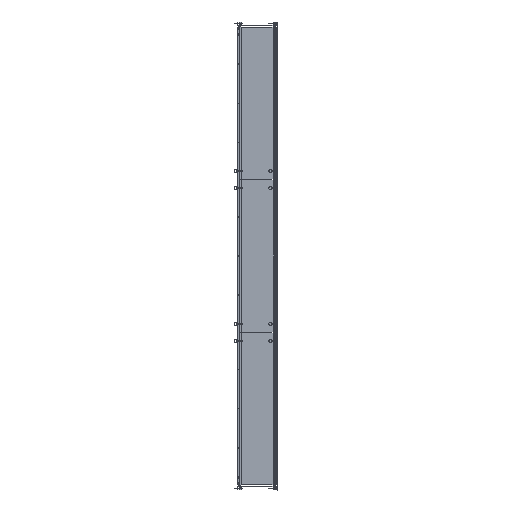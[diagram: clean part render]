
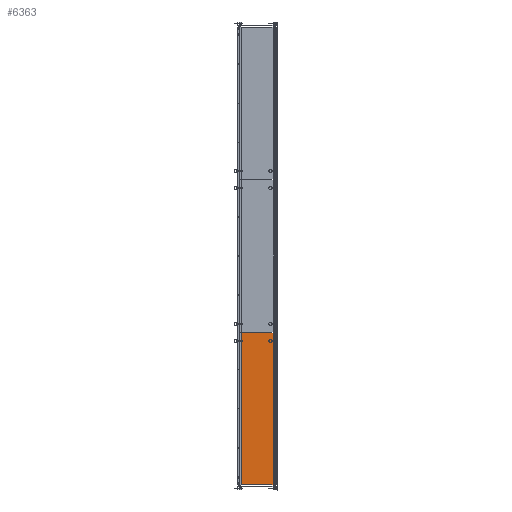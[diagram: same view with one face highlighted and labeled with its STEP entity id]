
A CAD part, left-side view. The second image highlights one B-rep face of the part: STEP entity #6363.
In plain terms, the highlighted face is planar.
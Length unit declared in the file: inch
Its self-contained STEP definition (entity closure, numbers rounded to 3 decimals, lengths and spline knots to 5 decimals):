
#17 = DIRECTION ( 'NONE',  ( 0., 0., 1. ) ) ;
#29 = VERTEX_POINT ( 'NONE', #1521 ) ;
#45 = CIRCLE ( 'NONE', #4837, 0.098 ) ;
#162 = CARTESIAN_POINT ( 'NONE',  ( 0., -5.125, 0. ) ) ;
#198 = CARTESIAN_POINT ( 'NONE',  ( 23.335, -5.4375, 0. ) ) ;
#236 = EDGE_CURVE ( 'NONE', #1921, #3374, #12199, .T. ) ;
#270 = FACE_BOUND ( 'NONE', #2347, .T. ) ;
#307 = ORIENTED_EDGE ( 'NONE', *, *, #8916, .F. ) ;
#329 = EDGE_CURVE ( 'NONE', #3990, #11690, #9309, .T. ) ;
#336 = FACE_BOUND ( 'NONE', #11216, .T. ) ;
#354 = DIRECTION ( 'NONE',  ( 1., 0., 0. ) ) ;
#364 = DIRECTION ( 'NONE',  ( 0., 0., 1. ) ) ;
#381 = EDGE_LOOP ( 'NONE', ( #7032, #1681, #307, #3926 ) ) ;
#487 = DIRECTION ( 'NONE',  ( -1., 0., 0. ) ) ;
#574 = VERTEX_POINT ( 'NONE', #3471 ) ;
#578 = AXIS2_PLACEMENT_3D ( 'NONE', #2512, #6606, #487 ) ;
#742 = CARTESIAN_POINT ( 'NONE',  ( 22.237, -5.125, 0. ) ) ;
#755 = AXIS2_PLACEMENT_3D ( 'NONE', #2041, #17, #9975 ) ;
#766 = CIRCLE ( 'NONE', #3481, 0.098 ) ;
#806 = EDGE_CURVE ( 'NONE', #12069, #574, #2478, .T. ) ;
#857 = CARTESIAN_POINT ( 'NONE',  ( -22.433, 5.125, 0. ) ) ;
#980 = CARTESIAN_POINT ( 'NONE',  ( 23.335, -5.4375, 0. ) ) ;
#1089 = LINE ( 'NONE', #8068, #10726 ) ;
#1223 = DIRECTION ( 'NONE',  ( 0., 0., 1. ) ) ;
#1269 = DIRECTION ( 'NONE',  ( 1., 0., 0. ) ) ;
#1483 = DIRECTION ( 'NONE',  ( 0., 0., 1. ) ) ;
#1504 = ORIENTED_EDGE ( 'NONE', *, *, #3599, .T. ) ;
#1521 = CARTESIAN_POINT ( 'NONE',  ( -22.237, -5.125, 0. ) ) ;
#1681 = ORIENTED_EDGE ( 'NONE', *, *, #4852, .F. ) ;
#1866 = CARTESIAN_POINT ( 'NONE',  ( -23.335, -5.4375, 0. ) ) ;
#1921 = VERTEX_POINT ( 'NONE', #742 ) ;
#1961 = LINE ( 'NONE', #11835, #3708 ) ;
#2041 = CARTESIAN_POINT ( 'NONE',  ( 0., -5.125, 0. ) ) ;
#2051 = DIRECTION ( 'NONE',  ( 0., 0., 1. ) ) ;
#2252 = AXIS2_PLACEMENT_3D ( 'NONE', #3229, #6024, #354 ) ;
#2347 = EDGE_LOOP ( 'NONE', ( #11022, #6974 ) ) ;
#2408 = DIRECTION ( 'NONE',  ( 1., 0., 0. ) ) ;
#2435 = CIRCLE ( 'NONE', #755, 0.098 ) ;
#2478 = CIRCLE ( 'NONE', #9318, 0.098 ) ;
#2494 = ORIENTED_EDGE ( 'NONE', *, *, #9614, .T. ) ;
#2512 = CARTESIAN_POINT ( 'NONE',  ( 22.335, 5.125, 0. ) ) ;
#2515 = CARTESIAN_POINT ( 'NONE',  ( 23.335, 5.4375, 0. ) ) ;
#2529 = CARTESIAN_POINT ( 'NONE',  ( 22.433, 5.125, 0. ) ) ;
#2669 = DIRECTION ( 'NONE',  ( 0., 0., 1. ) ) ;
#2884 = EDGE_CURVE ( 'NONE', #10193, #29, #45, .T. ) ;
#2886 = VERTEX_POINT ( 'NONE', #9170 ) ;
#2933 = CARTESIAN_POINT ( 'NONE',  ( 0.098, -5.125, 0. ) ) ;
#3034 = CIRCLE ( 'NONE', #11326, 0.098 ) ;
#3104 = AXIS2_PLACEMENT_3D ( 'NONE', #5449, #5581, #9352 ) ;
#3123 = CIRCLE ( 'NONE', #5807, 0.098 ) ;
#3133 = DIRECTION ( 'NONE',  ( 0., -1., 0. ) ) ;
#3229 = CARTESIAN_POINT ( 'NONE',  ( 22.335, -5.125, 0. ) ) ;
#3241 = VERTEX_POINT ( 'NONE', #980 ) ;
#3248 = CARTESIAN_POINT ( 'NONE',  ( 0., 5.125, 0. ) ) ;
#3270 = EDGE_LOOP ( 'NONE', ( #2494, #10199 ) ) ;
#3374 = VERTEX_POINT ( 'NONE', #11048 ) ;
#3471 = CARTESIAN_POINT ( 'NONE',  ( -22.237, 5.125, 0. ) ) ;
#3481 = AXIS2_PLACEMENT_3D ( 'NONE', #3248, #10320, #2408 ) ;
#3491 = CARTESIAN_POINT ( 'NONE',  ( -23.335, 5.4375, 0. ) ) ;
#3551 = VERTEX_POINT ( 'NONE', #10392 ) ;
#3599 = EDGE_CURVE ( 'NONE', #574, #12069, #11483, .T. ) ;
#3642 = EDGE_LOOP ( 'NONE', ( #5109, #12037 ) ) ;
#3654 = VERTEX_POINT ( 'NONE', #7738 ) ;
#3657 = DIRECTION ( 'NONE',  ( -1., 0., 0. ) ) ;
#3708 = VECTOR ( 'NONE', #9762, 39.37008 ) ;
#3835 = CIRCLE ( 'NONE', #12546, 0.098 ) ;
#3926 = ORIENTED_EDGE ( 'NONE', *, *, #11442, .F. ) ;
#3990 = VERTEX_POINT ( 'NONE', #2529 ) ;
#4223 = DIRECTION ( 'NONE',  ( 0., 1., 0. ) ) ;
#4229 = FACE_BOUND ( 'NONE', #3642, .T. ) ;
#4336 = CARTESIAN_POINT ( 'NONE',  ( -22.335, 5.125, 0. ) ) ;
#4377 = FACE_BOUND ( 'NONE', #9084, .T. ) ;
#4762 = CARTESIAN_POINT ( 'NONE',  ( -22.335, -5.125, 0. ) ) ;
#4837 = AXIS2_PLACEMENT_3D ( 'NONE', #10136, #1223, #5203 ) ;
#4852 = EDGE_CURVE ( 'NONE', #10731, #11596, #8404, .T. ) ;
#4920 = DIRECTION ( 'NONE',  ( 1., 0., 0. ) ) ;
#4937 = EDGE_CURVE ( 'NONE', #29, #10193, #3034, .T. ) ;
#5109 = ORIENTED_EDGE ( 'NONE', *, *, #4937, .T. ) ;
#5111 = VECTOR ( 'NONE', #4223, 39.37008 ) ;
#5150 = CARTESIAN_POINT ( 'NONE',  ( -23.335, 5.4375, 0. ) ) ;
#5203 = DIRECTION ( 'NONE',  ( -1., 0., 0. ) ) ;
#5216 = FACE_BOUND ( 'NONE', #6785, .T. ) ;
#5449 = CARTESIAN_POINT ( 'NONE',  ( 22.335, 5.125, 0. ) ) ;
#5581 = DIRECTION ( 'NONE',  ( 0., 0., 1. ) ) ;
#5593 = CARTESIAN_POINT ( 'NONE',  ( -22.335, 5.125, 0. ) ) ;
#5807 = AXIS2_PLACEMENT_3D ( 'NONE', #162, #7198, #11015 ) ;
#6007 = LINE ( 'NONE', #198, #5111 ) ;
#6024 = DIRECTION ( 'NONE',  ( 0., 0., 1. ) ) ;
#6028 = ORIENTED_EDGE ( 'NONE', *, *, #806, .T. ) ;
#6363 = ADVANCED_FACE ( 'NONE', ( #5216, #336, #270, #4229, #7241, #4377, #6477 ), #8305, .F. ) ;
#6477 = FACE_OUTER_BOUND ( 'NONE', #381, .T. ) ;
#6606 = DIRECTION ( 'NONE',  ( 0., 0., 1. ) ) ;
#6785 = EDGE_LOOP ( 'NONE', ( #1504, #6028 ) ) ;
#6974 = ORIENTED_EDGE ( 'NONE', *, *, #236, .T. ) ;
#7032 = ORIENTED_EDGE ( 'NONE', *, *, #10030, .F. ) ;
#7035 = CIRCLE ( 'NONE', #3104, 0.098 ) ;
#7198 = DIRECTION ( 'NONE',  ( 0., 0., 1. ) ) ;
#7219 = ORIENTED_EDGE ( 'NONE', *, *, #11646, .T. ) ;
#7236 = ORIENTED_EDGE ( 'NONE', *, *, #7565, .T. ) ;
#7241 = FACE_BOUND ( 'NONE', #3270, .T. ) ;
#7396 = ORIENTED_EDGE ( 'NONE', *, *, #10109, .T. ) ;
#7466 = CARTESIAN_POINT ( 'NONE',  ( 22.237, 5.125, 0. ) ) ;
#7565 = EDGE_CURVE ( 'NONE', #3654, #3551, #3835, .T. ) ;
#7738 = CARTESIAN_POINT ( 'NONE',  ( 0.098, 5.125, 0. ) ) ;
#7796 = VECTOR ( 'NONE', #10467, 39.37008 ) ;
#7907 = CARTESIAN_POINT ( 'NONE',  ( 0., 5.125, 0. ) ) ;
#8042 = CIRCLE ( 'NONE', #12589, 0.098 ) ;
#8068 = CARTESIAN_POINT ( 'NONE',  ( -23.335, -5.4375, 0. ) ) ;
#8280 = CARTESIAN_POINT ( 'NONE',  ( 23.335, 5.4375, 0. ) ) ;
#8305 = PLANE ( 'NONE',  #11128 ) ;
#8324 = DIRECTION ( 'NONE',  ( 1., 0., 0. ) ) ;
#8404 = LINE ( 'NONE', #8280, #7796 ) ;
#8587 = DIRECTION ( 'NONE',  ( 1., 0., 0. ) ) ;
#8916 = EDGE_CURVE ( 'NONE', #3241, #10731, #6007, .T. ) ;
#8929 = ORIENTED_EDGE ( 'NONE', *, *, #329, .T. ) ;
#9084 = EDGE_LOOP ( 'NONE', ( #7236, #7396 ) ) ;
#9170 = CARTESIAN_POINT ( 'NONE',  ( -0.098, -5.125, 0. ) ) ;
#9309 = CIRCLE ( 'NONE', #578, 0.098 ) ;
#9318 = AXIS2_PLACEMENT_3D ( 'NONE', #4336, #9367, #8324 ) ;
#9352 = DIRECTION ( 'NONE',  ( -1., 0., 0. ) ) ;
#9367 = DIRECTION ( 'NONE',  ( 0., 0., 1. ) ) ;
#9446 = EDGE_CURVE ( 'NONE', #3374, #1921, #8042, .T. ) ;
#9497 = CARTESIAN_POINT ( 'NONE',  ( 22.335, -5.125, 0. ) ) ;
#9614 = EDGE_CURVE ( 'NONE', #9947, #2886, #2435, .T. ) ;
#9762 = DIRECTION ( 'NONE',  ( 1., 0., 0. ) ) ;
#9947 = VERTEX_POINT ( 'NONE', #2933 ) ;
#9975 = DIRECTION ( 'NONE',  ( -1., 0., 0. ) ) ;
#10030 = EDGE_CURVE ( 'NONE', #11596, #11909, #1089, .T. ) ;
#10109 = EDGE_CURVE ( 'NONE', #3551, #3654, #766, .T. ) ;
#10136 = CARTESIAN_POINT ( 'NONE',  ( -22.335, -5.125, 0. ) ) ;
#10193 = VERTEX_POINT ( 'NONE', #12270 ) ;
#10199 = ORIENTED_EDGE ( 'NONE', *, *, #10648, .T. ) ;
#10320 = DIRECTION ( 'NONE',  ( 0., 0., 1. ) ) ;
#10392 = CARTESIAN_POINT ( 'NONE',  ( -0.098, 5.125, 0. ) ) ;
#10458 = DIRECTION ( 'NONE',  ( 1., 0., 0. ) ) ;
#10467 = DIRECTION ( 'NONE',  ( -1., 0., 0. ) ) ;
#10648 = EDGE_CURVE ( 'NONE', #2886, #9947, #3123, .T. ) ;
#10719 = DIRECTION ( 'NONE',  ( 0., 0., 1. ) ) ;
#10726 = VECTOR ( 'NONE', #3133, 39.37008 ) ;
#10731 = VERTEX_POINT ( 'NONE', #2515 ) ;
#11015 = DIRECTION ( 'NONE',  ( -1., 0., 0. ) ) ;
#11022 = ORIENTED_EDGE ( 'NONE', *, *, #9446, .T. ) ;
#11048 = CARTESIAN_POINT ( 'NONE',  ( 22.433, -5.125, 0. ) ) ;
#11128 = AXIS2_PLACEMENT_3D ( 'NONE', #3491, #364, #1269 ) ;
#11216 = EDGE_LOOP ( 'NONE', ( #8929, #7219 ) ) ;
#11326 = AXIS2_PLACEMENT_3D ( 'NONE', #4762, #10719, #3657 ) ;
#11442 = EDGE_CURVE ( 'NONE', #11909, #3241, #1961, .T. ) ;
#11483 = CIRCLE ( 'NONE', #12318, 0.098 ) ;
#11596 = VERTEX_POINT ( 'NONE', #5150 ) ;
#11646 = EDGE_CURVE ( 'NONE', #11690, #3990, #7035, .T. ) ;
#11690 = VERTEX_POINT ( 'NONE', #7466 ) ;
#11835 = CARTESIAN_POINT ( 'NONE',  ( 23.335, -5.4375, 0. ) ) ;
#11909 = VERTEX_POINT ( 'NONE', #1866 ) ;
#12037 = ORIENTED_EDGE ( 'NONE', *, *, #2884, .T. ) ;
#12069 = VERTEX_POINT ( 'NONE', #857 ) ;
#12199 = CIRCLE ( 'NONE', #2252, 0.098 ) ;
#12270 = CARTESIAN_POINT ( 'NONE',  ( -22.433, -5.125, 0. ) ) ;
#12318 = AXIS2_PLACEMENT_3D ( 'NONE', #5593, #1483, #8587 ) ;
#12546 = AXIS2_PLACEMENT_3D ( 'NONE', #7907, #2051, #4920 ) ;
#12589 = AXIS2_PLACEMENT_3D ( 'NONE', #9497, #2669, #10458 ) ;
